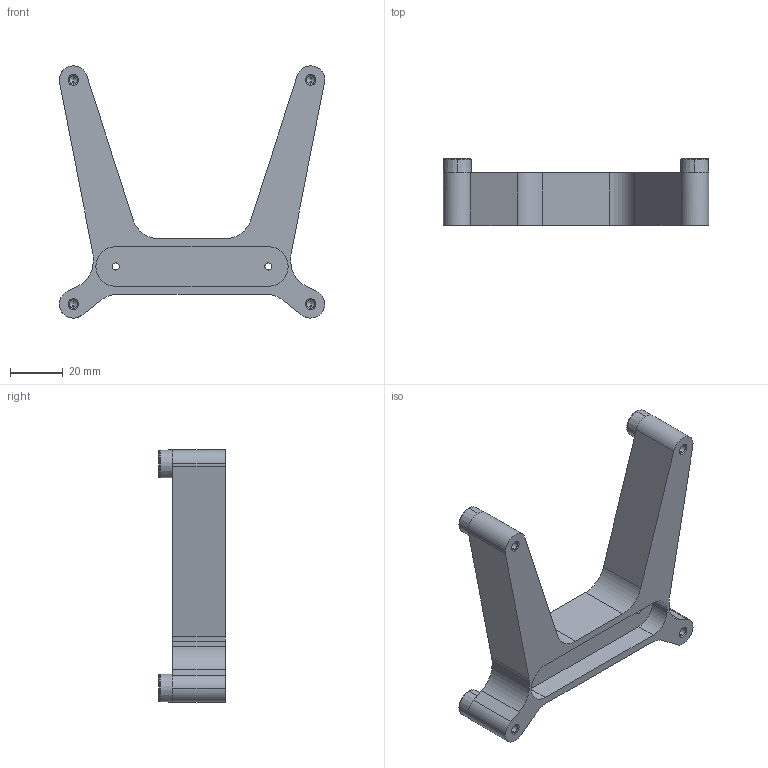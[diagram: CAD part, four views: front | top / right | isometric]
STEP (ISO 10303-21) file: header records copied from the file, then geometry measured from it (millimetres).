
FILE_DESCRIPTION (( 'STEP AP214' ), '1' );
FILE_NAME ('690-14180-01_rev01_MECH, FIXTURE, CONNECTOR ALIGNMENT, AMBER.STEP', '2019-04-17T18:28:16', ( '' ), ( '' ), 'SwSTEP 2.0', 'SolidWorks 2018', '' );
FILE_SCHEMA (( 'AUTOMOTIVE_DESIGN' ));
Length unit declared in the file: millimetre
Products named in the file (1): 690-14180-01_rev01_MECH, FIXTURE, CONNECTOR ALIGNMENT, AMBER
Bounding box: 100.65 x 25.34 x 95.65 mm (x, y, z)
Volume: 63675.3 mm3; surface area: 21131.9 mm2
Topology: 1 solids, 1 shells, 107 faces, 261 edges, 154 vertices
Faces by surface type: cylinder 33, cone 32, plane 26, torus 16
Entity records: 3219 total; most frequent: DIRECTION 603, CARTESIAN_POINT 515, ORIENTED_EDGE 506, EDGE_CURVE 253, AXIS2_PLACEMENT_3D 242, VERTEX_POINT 154, CIRCLE 134, LINE 119
